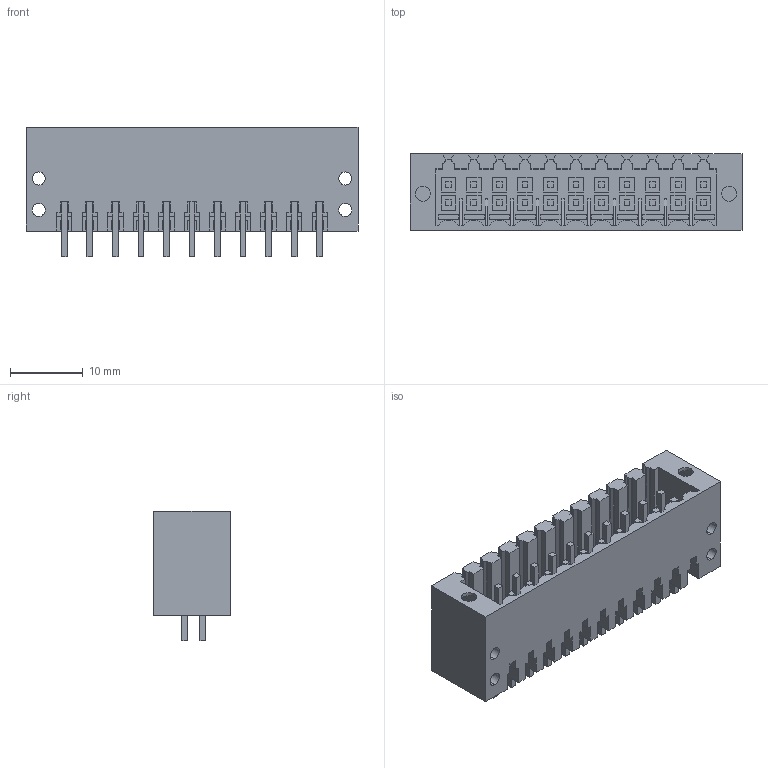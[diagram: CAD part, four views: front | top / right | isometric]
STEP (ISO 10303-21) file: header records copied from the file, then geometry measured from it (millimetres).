
FILE_DESCRIPTION(('CATIA V5 STEP Exchange','CAx-IF Rec.Pracs.--- Model Styling and Organization---1.4--- 2014-01-23'),'2;1');
FILE_NAME ('D1455171_0_1729670000_1729670000.stp','2019-02-22T09:01:22+00:00',('none'),('Weidmueller'),'CATIA Version 5-6 Release 2016 SP3 HF44','CATIA V5 STEP AP214','none');
FILE_SCHEMA(('AUTOMOTIVE_DESIGN { 1 0 10303 214 1 1 1 1 }'));
Length unit declared in the file: millimetre
Products named in the file (1): 1729670000
Bounding box: 45.5 x 10.5 x 17.7 mm (x, y, z)
Volume: 3159.5 mm3; surface area: 6772.7 mm2
Topology: 1 solids, 1 shells, 1108 faces, 3168 edges, 2146 vertices
Faces by surface type: plane 1070, cylinder 38
Entity records: 33705 total; most frequent: ORIENTED_EDGE 6336, CARTESIAN_POINT 5877, DIRECTION 4278, EDGE_CURVE 3168, VECTOR 3084, LINE 3084, VERTEX_POINT 2146, EDGE_LOOP 1208
